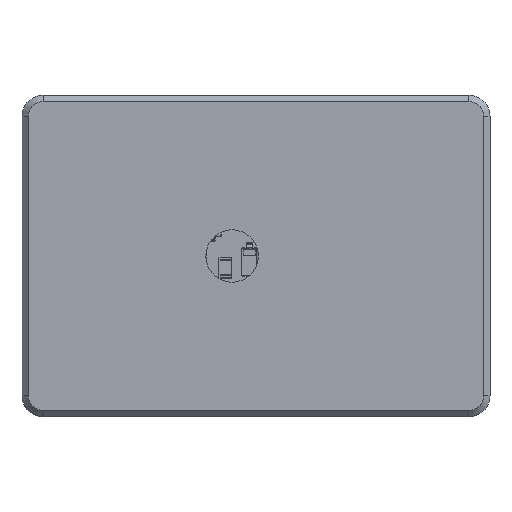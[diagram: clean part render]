
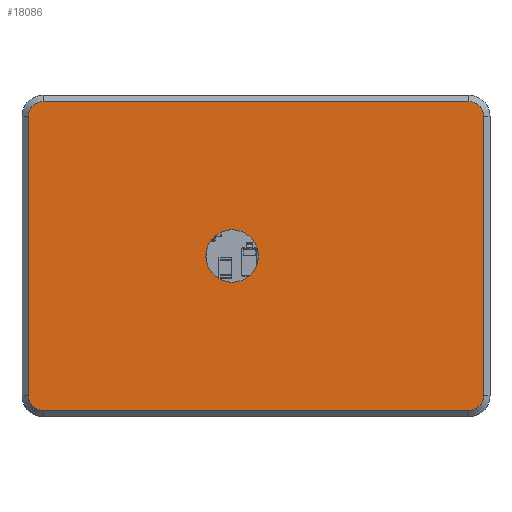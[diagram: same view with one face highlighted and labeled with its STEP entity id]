
A CAD part, front view. The second image highlights one B-rep face of the part: STEP entity #18086.
In plain terms, the highlighted planar face has unit normal (0, -1, 0).
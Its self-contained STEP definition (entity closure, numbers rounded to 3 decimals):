
#137=FACE_BOUND('',#2812,.T.);
#683=CIRCLE('',#19569,2.5);
#710=CIRCLE('',#19616,1.4);
#712=CIRCLE('',#19620,1.4);
#714=CIRCLE('',#19624,1.4);
#716=CIRCLE('',#19628,1.4);
#1796=FACE_OUTER_BOUND('',#2811,.T.);
#2811=EDGE_LOOP('',(#15031,#15032,#15033,#15034,#15035,#15036,#15037,#15038));
#2812=EDGE_LOOP('',(#15039));
#4592=LINE('',#28991,#6575);
#4597=LINE('',#29005,#6580);
#4601=LINE('',#29015,#6584);
#4604=LINE('',#29026,#6587);
#6575=VECTOR('',#23911,10.);
#6580=VECTOR('',#23924,10.);
#6584=VECTOR('',#23936,10.);
#6587=VECTOR('',#23947,10.);
#8172=VERTEX_POINT('',#28818);
#8233=VERTEX_POINT('',#28988);
#8234=VERTEX_POINT('',#28990);
#8237=VERTEX_POINT('',#28998);
#8239=VERTEX_POINT('',#29003);
#8240=VERTEX_POINT('',#29009);
#8241=VERTEX_POINT('',#29013);
#8243=VERTEX_POINT('',#29019);
#8245=VERTEX_POINT('',#29024);
#10451=EDGE_CURVE('',#8172,#8172,#683,.T.);
#10530=EDGE_CURVE('',#8233,#8234,#4592,.T.);
#10535=EDGE_CURVE('',#8237,#8233,#710,.T.);
#10537=EDGE_CURVE('',#8239,#8237,#4597,.T.);
#10541=EDGE_CURVE('',#8240,#8239,#712,.T.);
#10543=EDGE_CURVE('',#8241,#8240,#4601,.T.);
#10546=EDGE_CURVE('',#8243,#8241,#714,.T.);
#10548=EDGE_CURVE('',#8245,#8243,#4604,.T.);
#10551=EDGE_CURVE('',#8234,#8245,#716,.T.);
#15031=ORIENTED_EDGE('',*,*,#10530,.F.);
#15032=ORIENTED_EDGE('',*,*,#10535,.F.);
#15033=ORIENTED_EDGE('',*,*,#10537,.F.);
#15034=ORIENTED_EDGE('',*,*,#10541,.F.);
#15035=ORIENTED_EDGE('',*,*,#10543,.F.);
#15036=ORIENTED_EDGE('',*,*,#10546,.F.);
#15037=ORIENTED_EDGE('',*,*,#10548,.F.);
#15038=ORIENTED_EDGE('',*,*,#10551,.F.);
#15039=ORIENTED_EDGE('',*,*,#10451,.T.);
#16624=PLANE('',#19637);
#18086=ADVANCED_FACE('',(#1796,#137),#16624,.T.);
#19569=AXIS2_PLACEMENT_3D('',#28819,#23774,#23775);
#19616=AXIS2_PLACEMENT_3D('',#29000,#23919,#23920);
#19620=AXIS2_PLACEMENT_3D('',#29011,#23931,#23932);
#19624=AXIS2_PLACEMENT_3D('',#29021,#23942,#23943);
#19628=AXIS2_PLACEMENT_3D('',#29030,#23953,#23954);
#19637=AXIS2_PLACEMENT_3D('',#29063,#23983,#23984);
#23774=DIRECTION('center_axis',(0.,1.,0.));
#23775=DIRECTION('ref_axis',(1.,0.,0.));
#23911=DIRECTION('',(0.,0.,1.));
#23919=DIRECTION('center_axis',(0.,1.,0.));
#23920=DIRECTION('ref_axis',(-0.707,0.,-0.707));
#23924=DIRECTION('',(-1.,0.,0.));
#23931=DIRECTION('center_axis',(0.,1.,0.));
#23932=DIRECTION('ref_axis',(0.707,0.,-0.707));
#23936=DIRECTION('',(0.,0.,-1.));
#23942=DIRECTION('center_axis',(0.,1.,0.));
#23943=DIRECTION('ref_axis',(0.707,0.,0.707));
#23947=DIRECTION('',(1.,0.,0.));
#23953=DIRECTION('center_axis',(0.,1.,0.));
#23954=DIRECTION('ref_axis',(-0.707,0.,0.707));
#23983=DIRECTION('center_axis',(0.,-1.,0.));
#23984=DIRECTION('ref_axis',(0.,0.,-1.));
#28818=CARTESIAN_POINT('',(13.95,-6.2,0.));
#28819=CARTESIAN_POINT('Origin',(16.45,-6.2,0.));
#28988=CARTESIAN_POINT('',(-2.95,-6.2,-13.3));
#28990=CARTESIAN_POINT('',(-2.95,-6.2,13.3));
#28991=CARTESIAN_POINT('',(-2.95,-6.2,7.65));
#28998=CARTESIAN_POINT('',(-1.55,-6.2,-14.7));
#29000=CARTESIAN_POINT('Origin',(-1.55,-6.2,-13.3));
#29003=CARTESIAN_POINT('',(39.,-6.2,-14.7));
#29005=CARTESIAN_POINT('',(7.587,-6.2,-14.7));
#29009=CARTESIAN_POINT('',(40.4,-6.2,-13.3));
#29011=CARTESIAN_POINT('Origin',(39.,-6.2,-13.3));
#29013=CARTESIAN_POINT('',(40.4,-6.2,13.3));
#29015=CARTESIAN_POINT('',(40.4,-6.2,-7.65));
#29019=CARTESIAN_POINT('',(39.,-6.2,14.7));
#29021=CARTESIAN_POINT('Origin',(39.,-6.2,13.3));
#29024=CARTESIAN_POINT('',(-1.55,-6.2,14.7));
#29026=CARTESIAN_POINT('',(29.862,-6.2,14.7));
#29030=CARTESIAN_POINT('Origin',(-1.55,-6.2,13.3));
#29063=CARTESIAN_POINT('Origin',(18.725,-6.2,0.));
